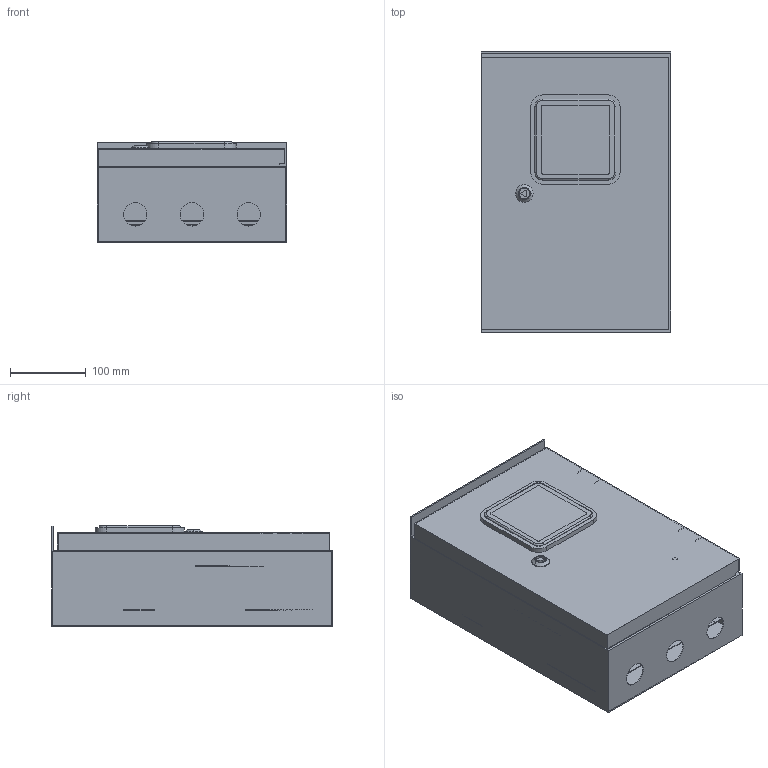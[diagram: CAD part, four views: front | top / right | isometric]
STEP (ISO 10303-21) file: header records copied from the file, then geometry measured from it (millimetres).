
FILE_DESCRIPTION (( 'STEP AP214' ), '1' );
FILE_NAME ('ÙÓÐÍ 1-9_ç.STEP', '2021-08-06T12:10:53', ( '' ), ( '' ), 'SwSTEP 2.0', 'SolidWorks 2017', '' );
FILE_SCHEMA (( 'AUTOMOTIVE_DESIGN' ));
Length unit declared in the file: millimetre
Products named in the file (9): SC GOST 17473_gost_‚¨­â A.M5x10 ƒŽ‘’ 17473-80; Dver_1; STEKLO_IEK2; ÙÓÐÍ 1-9_ç; DIN-Reika_12 ｬｮ､罩･ｩ; Panel_3_3; Panel_2; Obolochka_1; Panel_1_1
Assembly tree (19 placements, depth 2):
  ÙÓÐÍ 1-9_ç
    Obolochka_1
    Panel_1_1
    Panel_3_3
    DIN-Reika_12 ｬｮ､罩･ｩ
    Dver_1
    STEKLO_IEK2
    Panel_2
    SC GOST 17473_gost_‚¨­â A.M5x10 ƒŽ‘’ 17473-80  x12
Bounding box: 250 x 370 x 133 mm (x, y, z)
Volume: 558639.6 mm3; surface area: 999894.9 mm2
Topology: 25 solids, 25 shells, 474 faces, 1146 edges, 752 vertices
Faces by surface type: plane 293, cylinder 151, sphere 24, torus 4, cone 2
Entity records: 11982 total; most frequent: DIRECTION 2022, CARTESIAN_POINT 1965, ORIENTED_EDGE 1896, EDGE_CURVE 948, AXIS2_PLACEMENT_3D 677, LINE 668, VECTOR 668, VERTEX_POINT 620
